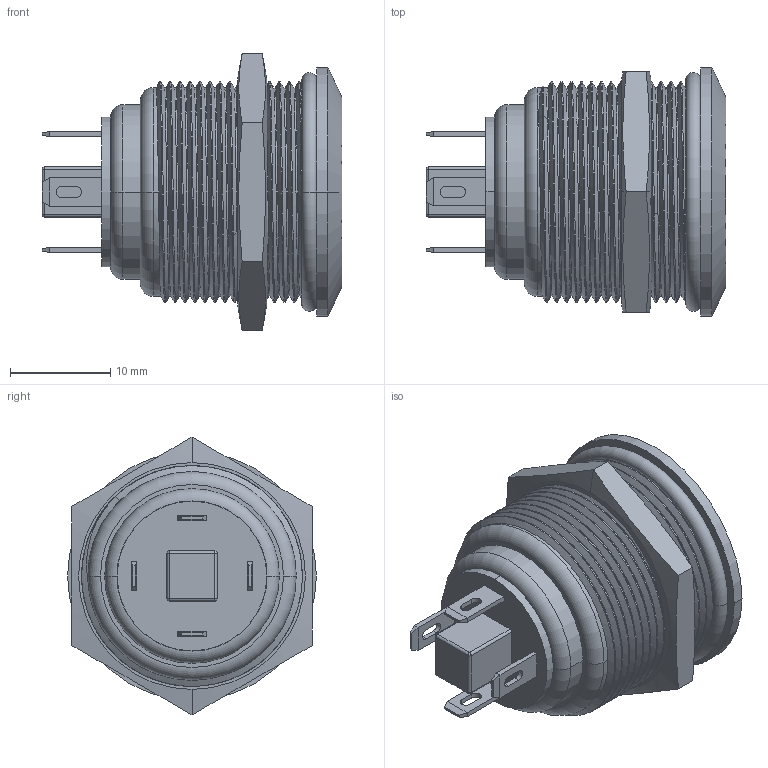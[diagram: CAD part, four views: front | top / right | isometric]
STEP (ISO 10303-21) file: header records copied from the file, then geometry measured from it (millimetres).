
FILE_DESCRIPTION((''),'2;1');
FILE_NAME('621XXXX304F_SW0001','2019-09-06T',('dichosle'),(''),'PRO/ENGINEER BY PARAMETRIC TECHNOLOGY CORPORATION, 2014000','PRO/ENGINEER BY PARAMETRIC TECHNOLOGY CORPORATION, 2014000','');
FILE_SCHEMA(('CONFIG_CONTROL_DESIGN'));
Length unit declared in the file: inch
Products named in the file (1): 621XXXX304F_SW0001
Bounding box: 29.9 x 24.8 x 27.69 mm (x, y, z)
Volume: 8776 mm3; surface area: 4144.7 mm2
Topology: 1 solids, 1 shells, 168 faces, 418 edges, 261 vertices
Faces by surface type: cylinder 65, plane 63, bspline 19, cone 11, torus 6, sphere 4
Entity records: 13783 total; most frequent: CARTESIAN_POINT 9990, ORIENTED_EDGE 836, DIRECTION 665, EDGE_CURVE 418, VERTEX_POINT 261, AXIS2_PLACEMENT_3D 228, VECTOR 209, LINE 209
